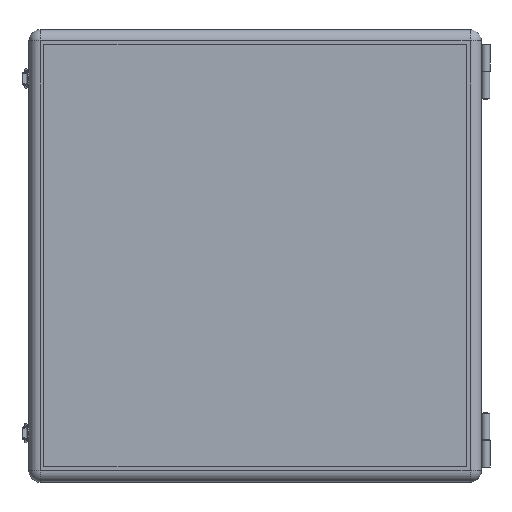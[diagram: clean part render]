
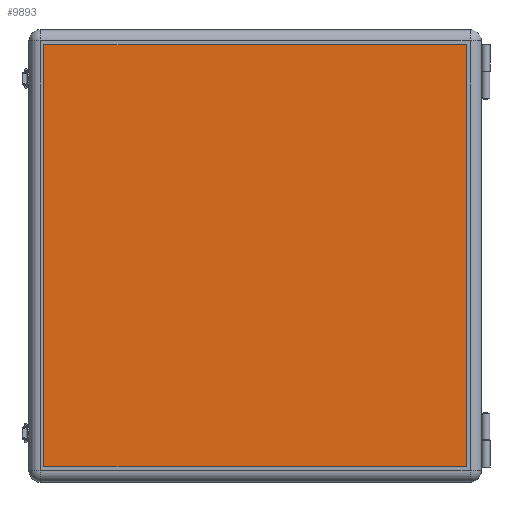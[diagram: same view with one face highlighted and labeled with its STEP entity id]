
A CAD part, top view. The second image highlights one B-rep face of the part: STEP entity #9893.
In plain terms, the highlighted face is planar.
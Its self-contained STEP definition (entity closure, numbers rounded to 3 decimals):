
#9893 = ADVANCED_FACE ( 'NONE', ( #22281 ), #22282, .F. ) ;
#10677 = EDGE_LOOP ( 'NONE', ( #11919, #11920, #11921, #11922 ) ) ;
#11919 = ORIENTED_EDGE ( 'NONE', *, *, #55271, .F. ) ;
#11920 = ORIENTED_EDGE ( 'NONE', *, *, #55278, .F. ) ;
#11921 = ORIENTED_EDGE ( 'NONE', *, *, #55280, .F. ) ;
#11922 = ORIENTED_EDGE ( 'NONE', *, *, #55274, .F. ) ;
#21224 = AXIS2_PLACEMENT_3D ( 'NONE', #22273, #22284, #22285 ) ;
#22273 = CARTESIAN_POINT ( 'NONE',  ( -283.5, -283.5, 0. ) ) ;
#22281 = FACE_OUTER_BOUND ( 'NONE', #10677, .T. ) ;
#22282 = PLANE ( 'NONE',  #21224 ) ;
#22284 = DIRECTION ( 'NONE',  ( 0., 0., 1. ) ) ;
#22285 = DIRECTION ( 'NONE',  ( 1., 0., 0. ) ) ;
#35021 = VECTOR ( 'NONE', #37774, 1000. ) ;
#35025 = VECTOR ( 'NONE', #37783, 1000. ) ;
#35028 = VECTOR ( 'NONE', #37794, 1000. ) ;
#35031 = VECTOR ( 'NONE', #37800, 1000. ) ;
#37725 = LINE ( 'NONE', #37772, #35021 ) ;
#37772 = CARTESIAN_POINT ( 'NONE',  ( 280., -283.5, 0. ) ) ;
#37774 = DIRECTION ( 'NONE',  ( 0., 1., 0. ) ) ;
#37780 = LINE ( 'NONE', #37782, #35025 ) ;
#37781 = LINE ( 'NONE', #37793, #35028 ) ;
#37782 = CARTESIAN_POINT ( 'NONE',  ( -283.5, 280., 0. ) ) ;
#37783 = DIRECTION ( 'NONE',  ( -1., 0., 0. ) ) ;
#37793 = CARTESIAN_POINT ( 'NONE',  ( -283.5, -280., 0. ) ) ;
#37794 = DIRECTION ( 'NONE',  ( 1., 0., 0. ) ) ;
#37798 = LINE ( 'NONE', #37799, #35031 ) ;
#37799 = CARTESIAN_POINT ( 'NONE',  ( -280., -283.5, 0. ) ) ;
#37800 = DIRECTION ( 'NONE',  ( 0., -1., 0. ) ) ;
#50256 = CARTESIAN_POINT ( 'NONE',  ( 280., 280., 0. ) ) ;
#50257 = CARTESIAN_POINT ( 'NONE',  ( -280., 280., 0. ) ) ;
#50261 = CARTESIAN_POINT ( 'NONE',  ( -280., -280., 0. ) ) ;
#50262 = CARTESIAN_POINT ( 'NONE',  ( 280., -280., 0. ) ) ;
#55271 = EDGE_CURVE ( 'NONE', #57511, #57505, #37725, .T. ) ;
#55274 = EDGE_CURVE ( 'NONE', #57505, #57506, #37780, .T. ) ;
#55278 = EDGE_CURVE ( 'NONE', #57510, #57511, #37781, .T. ) ;
#55280 = EDGE_CURVE ( 'NONE', #57506, #57510, #37798, .T. ) ;
#57505 = VERTEX_POINT ( 'NONE', #50256 ) ;
#57506 = VERTEX_POINT ( 'NONE', #50257 ) ;
#57510 = VERTEX_POINT ( 'NONE', #50261 ) ;
#57511 = VERTEX_POINT ( 'NONE', #50262 ) ;
